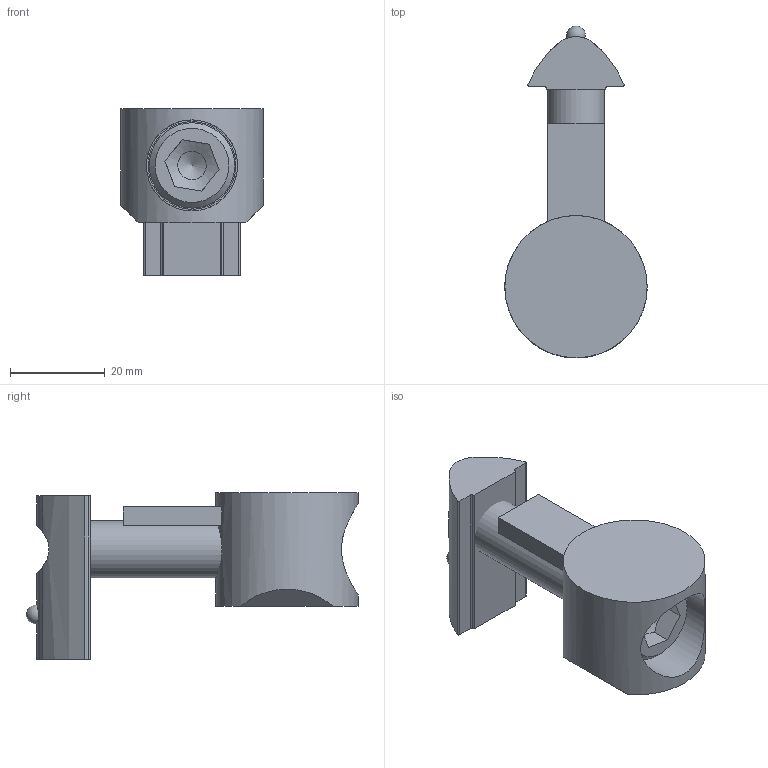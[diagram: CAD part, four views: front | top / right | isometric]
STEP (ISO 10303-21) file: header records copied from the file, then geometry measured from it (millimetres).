
FILE_DESCRIPTION(/* description */ (''),/* implementation_level */ '2;1');
FILE_NAME(/* name */ '12515_KriTec_Universalverbindungssatz_Nut_12_Raster_60.stp',/* time_stamp */ '2020-01-03T09:58:26+01:00',/* author */ ('Ulrich'),/* organization */ (''),/* preprocessor_version */ 'ST-DEVELOPER v17',/* originating_system */ 'Autodesk Inventor 2018',/* authorisation */ '');
FILE_SCHEMA (('AUTOMOTIVE_DESIGN { 1 0 10303 214 3 1 1 }'));
Length unit declared in the file: millimetre
Products named in the file (5): 12515_Anwendungsbeispiel; 12515_1 Kritec Universalverbindungssatz Nut 12 Raster 60 (Knopf); DIN 6912 - M12 x 50 -; 12512; DIN 125 - A 13
Assembly tree (4 placements, depth 2):
  12515_Anwendungsbeispiel
    12515_1 Kritec Universalverbindungssatz Nut 12 Raster 60 (Knopf)
    DIN 6912 - M12 x 50 -
    12512
    DIN 125 - A 13
Bounding box: 30 x 70 x 35.2 mm (x, y, z)
Volume: 23207.6 mm3; surface area: 11115.9 mm2
Topology: 4 solids, 4 shells, 53 faces, 140 edges, 96 vertices
Faces by surface type: plane 29, cylinder 19, cone 4, sphere 1
Full cylindrical faces by diameter (mm): 6 x1, 10.106 x1, 12 x1, 12.3 x1, 13 x1, 18 x1, 18.5 x1, 19.2 x1, 30 x1
Entity records: 2067 total; most frequent: CARTESIAN_POINT 521, DIRECTION 300, ORIENTED_EDGE 276, EDGE_CURVE 138, AXIS2_PLACEMENT_3D 117, VERTEX_POINT 96, LINE 66, VECTOR 66
